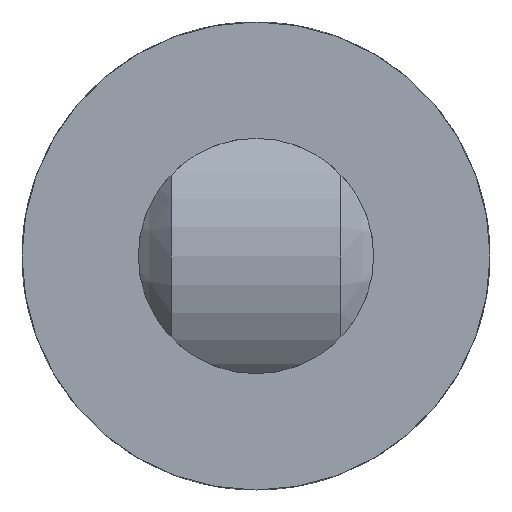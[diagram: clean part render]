
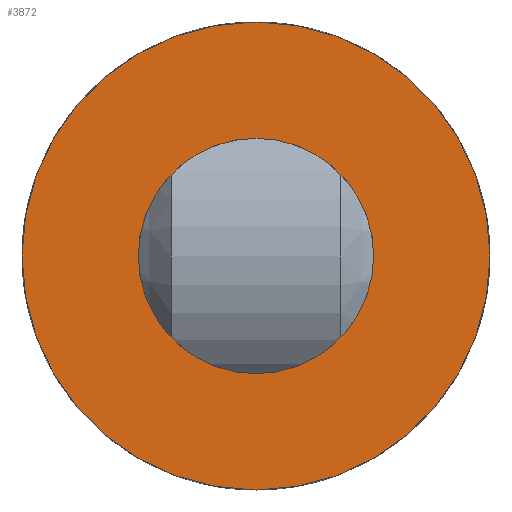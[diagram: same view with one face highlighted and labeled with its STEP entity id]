
A CAD part, left-side view. The second image highlights one B-rep face of the part: STEP entity #3872.
In plain terms, the highlighted face is planar.
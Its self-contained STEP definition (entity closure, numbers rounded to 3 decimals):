
#545=PLANE('',#4315);
#1279=VERTEX_POINT('',#6745);
#1311=VERTEX_POINT('',#7174);
#1561=CIRCLE('',#4293,1.25);
#1567=CIRCLE('',#4314,2.485);
#2000=EDGE_CURVE('',#1279,#1279,#1561,.T.);
#2046=EDGE_CURVE('',#1311,#1311,#1567,.T.);
#3036=ORIENTED_EDGE('',*,*,#2000,.T.);
#3037=ORIENTED_EDGE('',*,*,#2046,.F.);
#3373=EDGE_LOOP('',(#3036));
#3374=EDGE_LOOP('',(#3037));
#3642=FACE_BOUND('',#3373,.T.);
#3643=FACE_BOUND('',#3374,.T.);
#3872=ADVANCED_FACE('',(#3642,#3643),#545,.T.);
#4293=AXIS2_PLACEMENT_3D('',#6744,#5259,#5260);
#4314=AXIS2_PLACEMENT_3D('',#7173,#5313,#5314);
#4315=AXIS2_PLACEMENT_3D('',#7175,#5315,$);
#5259=DIRECTION('',(0.,0.,-1.));
#5260=DIRECTION('',(1.25,0.,0.));
#5313=DIRECTION('',(0.,0.,-1.));
#5314=DIRECTION('',(2.485,0.,0.));
#5315=DIRECTION('',(0.,0.,1.));
#6744=CARTESIAN_POINT('',(0.,0.,5.4));
#6745=CARTESIAN_POINT('',(-1.25,0.,5.4));
#7173=CARTESIAN_POINT('',(0.,0.,5.4));
#7174=CARTESIAN_POINT('',(2.485,0.,5.4));
#7175=CARTESIAN_POINT('',(0.,0.,5.4));
